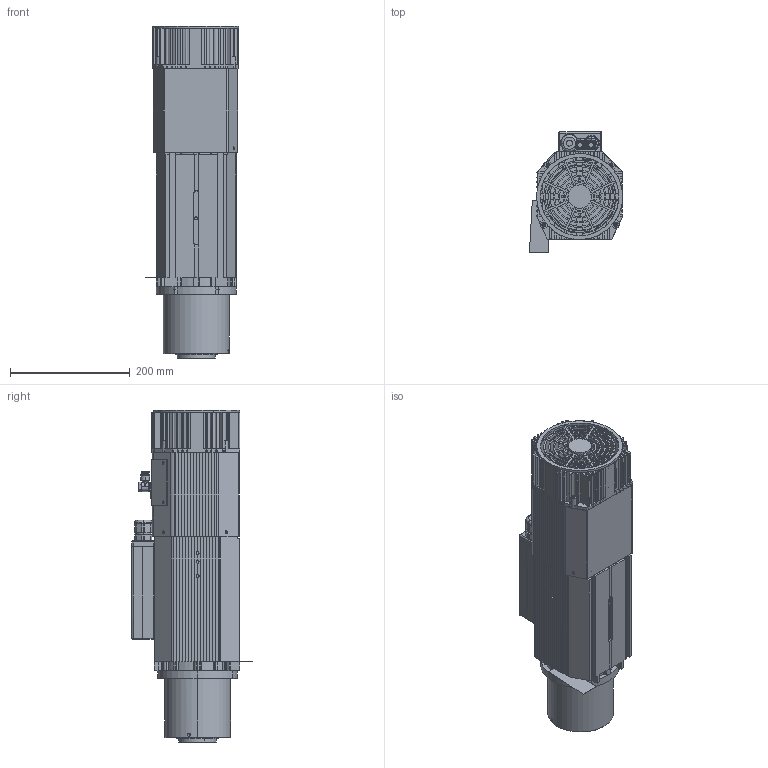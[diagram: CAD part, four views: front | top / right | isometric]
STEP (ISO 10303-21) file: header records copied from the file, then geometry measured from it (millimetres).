
FILE_DESCRIPTION (( 'STEP AP214' ), '1' );
FILE_NAME ('GDL70-24Z-12-4 Long nose.STEP', '2025-10-13T06:53:54', ( '00' ), ( '' ), 'SwSTEP 2.0', 'SolidWorks 2018', '' );
FILE_SCHEMA (( 'AUTOMOTIVE_DESIGN' ));
Length unit declared in the file: millimetre
Products named in the file (20): _X2_62C99489595794A27403_X0_; dajietou; Rc18_X2_6C145634_X0_; _X2_6C1456345EA7_X0_; _X2_51FA7EBF76D2_X0_-_X2_5E9576D2_X0_; _X2_5BC65C0176D6_X0_; rc1 8-4; GB-T70.1-2000,M5x10; _X2_98CE7F6976D6_X0_; _X2_524D76D6_X0_; _X2_673A58F3_X0_; GB-T70.1-2000,M6x20; GDL70-24Z-12-4 Long nose; _X2_51FA7EBF76D2_X0_-_X2_95017D2776D6_X0_; _X2_51FA7EBF76D2_X0_-_X2_76D276D6_X0_; _X2_98CE7F694F53_X0_; xiaojiet; _X2_8FDE63A54F5376D6677F_X0_; _X2_4E004F537AEF76D6FF08957F5934FF09_X0_; _X2_98CE7F698FDE63A54F53_X0_
Assembly tree (21 placements, depth 2):
  GDL70-24Z-12-4 Long nose
    _X2_4E004F537AEF76D6FF08957F5934FF09_X0_
    _X2_524D76D6_X0_
    _X2_5BC65C0176D6_X0_
    _X2_673A58F3_X0_
    _X2_6C1456345EA7_X0_
    _X2_62C99489595794A27403_X0_  x2
    _X2_98CE7F698FDE63A54F53_X0_
    _X2_98CE7F694F53_X0_
    _X2_98CE7F6976D6_X0_
    Rc18_X2_6C145634_X0_  x2
    rc1 8-4
    _X2_8FDE63A54F5376D6677F_X0_
    _X2_51FA7EBF76D2_X0_-_X2_76D276D6_X0_
    _X2_51FA7EBF76D2_X0_-_X2_95017D2776D6_X0_
    GB-T70.1-2000,M6x20
    GB-T70.1-2000,M5x10
    _X2_51FA7EBF76D2_X0_-_X2_5E9576D2_X0_
    dajietou
    xiaojiet
Bounding box: 155.54 x 200.5 x 554 mm (x, y, z)
Volume: 1646538.3 mm3; surface area: 1027575.1 mm2
Topology: 20 solids, 22 shells, 2513 faces, 6925 edges, 4429 vertices
Faces by surface type: plane 1185, cylinder 952, cone 292, bspline 80, torus 4
Entity records: 87847 total; most frequent: CARTESIAN_POINT 24874, ORIENTED_EDGE 13290, DIRECTION 12596, EDGE_CURVE 6647, AXIS2_PLACEMENT_3D 4360, VERTEX_POINT 4319, VECTOR 3876, LINE 3876
